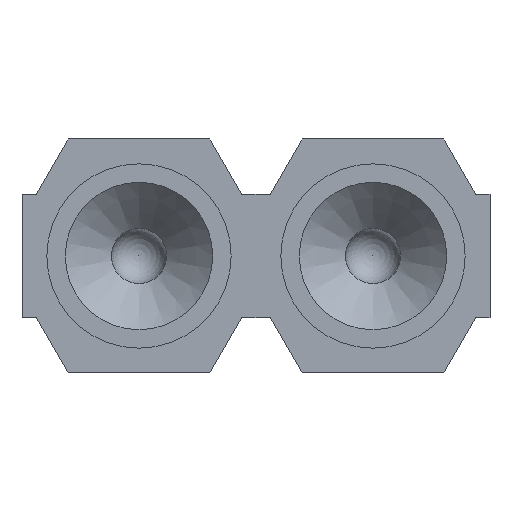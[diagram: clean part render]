
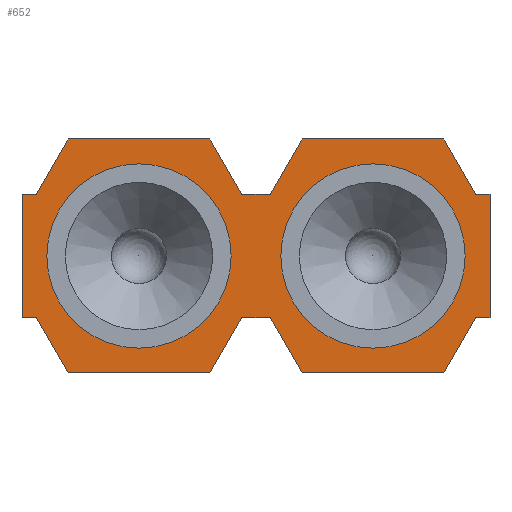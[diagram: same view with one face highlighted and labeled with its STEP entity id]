
A CAD part, front view. The second image highlights one B-rep face of the part: STEP entity #652.
In plain terms, the highlighted planar face has unit normal (0, -1, 0).
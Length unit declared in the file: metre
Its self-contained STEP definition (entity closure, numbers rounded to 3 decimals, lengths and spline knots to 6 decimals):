
#13=LINE('',#1010,#73);
#16=LINE('',#1017,#76);
#20=LINE('',#1026,#80);
#25=LINE('',#1037,#85);
#28=LINE('',#1044,#88);
#32=LINE('',#1053,#92);
#34=LINE('',#1061,#94);
#35=LINE('',#1063,#95);
#36=LINE('',#1065,#96);
#37=LINE('',#1067,#97);
#38=LINE('',#1068,#98);
#39=LINE('',#1070,#99);
#40=LINE('',#1071,#100);
#41=LINE('',#1073,#101);
#42=LINE('',#1074,#102);
#43=LINE('',#1076,#103);
#44=LINE('',#1078,#104);
#45=LINE('',#1079,#105);
#46=LINE('',#1081,#106);
#47=LINE('',#1082,#107);
#73=VECTOR('',#834,1.);
#76=VECTOR('',#839,1.);
#80=VECTOR('',#845,1.);
#85=VECTOR('',#852,1.);
#88=VECTOR('',#857,1.);
#92=VECTOR('',#863,1.);
#94=VECTOR('',#871,1.);
#95=VECTOR('',#872,1.);
#96=VECTOR('',#873,1.);
#97=VECTOR('',#874,1.);
#98=VECTOR('',#875,1.);
#99=VECTOR('',#876,1.);
#100=VECTOR('',#877,1.);
#101=VECTOR('',#878,1.);
#102=VECTOR('',#879,1.);
#103=VECTOR('',#880,1.);
#104=VECTOR('',#881,1.);
#105=VECTOR('',#882,1.);
#106=VECTOR('',#883,1.);
#107=VECTOR('',#884,1.);
#158=PLANE('',#737);
#237=ORIENTED_EDGE('',*,*,#385,.F.);
#238=ORIENTED_EDGE('',*,*,#386,.F.);
#239=ORIENTED_EDGE('',*,*,#387,.F.);
#240=ORIENTED_EDGE('',*,*,#376,.F.);
#241=ORIENTED_EDGE('',*,*,#388,.F.);
#242=ORIENTED_EDGE('',*,*,#389,.F.);
#243=ORIENTED_EDGE('',*,*,#390,.F.);
#244=ORIENTED_EDGE('',*,*,#371,.F.);
#245=ORIENTED_EDGE('',*,*,#391,.F.);
#246=ORIENTED_EDGE('',*,*,#392,.F.);
#247=ORIENTED_EDGE('',*,*,#379,.F.);
#248=ORIENTED_EDGE('',*,*,#393,.T.);
#249=ORIENTED_EDGE('',*,*,#394,.T.);
#250=ORIENTED_EDGE('',*,*,#364,.T.);
#251=ORIENTED_EDGE('',*,*,#395,.T.);
#252=ORIENTED_EDGE('',*,*,#396,.T.);
#253=ORIENTED_EDGE('',*,*,#397,.T.);
#254=ORIENTED_EDGE('',*,*,#367,.T.);
#255=ORIENTED_EDGE('',*,*,#398,.T.);
#256=ORIENTED_EDGE('',*,*,#399,.T.);
#257=ORIENTED_EDGE('',*,*,#383,.T.);
#258=ORIENTED_EDGE('',*,*,#400,.F.);
#364=EDGE_CURVE('',#442,#444,#13,.T.);
#367=EDGE_CURVE('',#448,#447,#16,.T.);
#371=EDGE_CURVE('',#451,#452,#20,.T.);
#376=EDGE_CURVE('',#456,#454,#25,.T.);
#379=EDGE_CURVE('',#459,#460,#28,.T.);
#383=EDGE_CURVE('',#464,#463,#32,.T.);
#385=EDGE_CURVE('',#465,#465,#501,.T.);
#386=EDGE_CURVE('',#466,#466,#502,.T.);
#387=EDGE_CURVE('',#454,#467,#34,.T.);
#388=EDGE_CURVE('',#468,#456,#35,.T.);
#389=EDGE_CURVE('',#469,#468,#36,.T.);
#390=EDGE_CURVE('',#452,#469,#37,.T.);
#391=EDGE_CURVE('',#470,#451,#38,.T.);
#392=EDGE_CURVE('',#460,#470,#39,.T.);
#393=EDGE_CURVE('',#459,#471,#40,.T.);
#394=EDGE_CURVE('',#471,#442,#41,.T.);
#395=EDGE_CURVE('',#444,#472,#42,.T.);
#396=EDGE_CURVE('',#472,#473,#43,.T.);
#397=EDGE_CURVE('',#473,#448,#44,.T.);
#398=EDGE_CURVE('',#447,#474,#45,.T.);
#399=EDGE_CURVE('',#474,#464,#46,.T.);
#400=EDGE_CURVE('',#467,#463,#47,.T.);
#442=VERTEX_POINT('',#1005);
#444=VERTEX_POINT('',#1009);
#447=VERTEX_POINT('',#1016);
#448=VERTEX_POINT('',#1018);
#451=VERTEX_POINT('',#1025);
#452=VERTEX_POINT('',#1027);
#454=VERTEX_POINT('',#1032);
#456=VERTEX_POINT('',#1036);
#459=VERTEX_POINT('',#1043);
#460=VERTEX_POINT('',#1045);
#463=VERTEX_POINT('',#1052);
#464=VERTEX_POINT('',#1054);
#465=VERTEX_POINT('',#1058);
#466=VERTEX_POINT('',#1060);
#467=VERTEX_POINT('',#1062);
#468=VERTEX_POINT('',#1064);
#469=VERTEX_POINT('',#1066);
#470=VERTEX_POINT('',#1069);
#471=VERTEX_POINT('',#1072);
#472=VERTEX_POINT('',#1075);
#473=VERTEX_POINT('',#1077);
#474=VERTEX_POINT('',#1080);
#501=CIRCLE('',#738,0.001);
#502=CIRCLE('',#739,0.001);
#539=EDGE_LOOP('',(#237));
#540=EDGE_LOOP('',(#238));
#541=EDGE_LOOP('',(#239,#240,#241,#242,#243,#244,#245,#246,#247,#248,#249,
#250,#251,#252,#253,#254,#255,#256,#257,#258));
#601=FACE_BOUND('',#539,.T.);
#602=FACE_BOUND('',#540,.T.);
#603=FACE_BOUND('',#541,.T.);
#652=ADVANCED_FACE('',(#601,#602,#603),#158,.T.);
#737=AXIS2_PLACEMENT_3D('',#1056,#865,#866);
#738=AXIS2_PLACEMENT_3D('',#1057,#867,#868);
#739=AXIS2_PLACEMENT_3D('',#1059,#869,#870);
#834=DIRECTION('',(1.,0.,0.));
#839=DIRECTION('',(1.,0.,0.));
#845=DIRECTION('',(1.,0.,0.));
#852=DIRECTION('',(1.,0.,0.));
#857=DIRECTION('',(0.,0.,1.));
#863=DIRECTION('',(0.,0.,1.));
#865=DIRECTION('',(0.,-1.,0.));
#866=DIRECTION('',(1.,0.,0.));
#867=DIRECTION('',(0.,-1.,0.));
#868=DIRECTION('',(0.,0.,-1.));
#869=DIRECTION('',(0.,-1.,0.));
#870=DIRECTION('',(0.,0.,-1.));
#871=DIRECTION('',(0.5,0.,-0.866));
#872=DIRECTION('',(0.5,0.,0.866));
#873=DIRECTION('',(1.,0.,0.));
#874=DIRECTION('',(0.5,0.,-0.866));
#875=DIRECTION('',(0.5,0.,0.866));
#876=DIRECTION('',(1.,0.,0.));
#877=DIRECTION('',(1.,0.,0.));
#878=DIRECTION('',(0.5,0.,-0.866));
#879=DIRECTION('',(0.5,0.,0.866));
#880=DIRECTION('',(1.,0.,0.));
#881=DIRECTION('',(0.5,0.,-0.866));
#882=DIRECTION('',(0.5,0.,0.866));
#883=DIRECTION('',(1.,0.,0.));
#884=DIRECTION('',(1.,0.,0.));
#1005=CARTESIAN_POINT('',(-0.00204,-0.0015,-0.00127));
#1009=CARTESIAN_POINT('',(-0.0005,-0.0015,-0.00127));
#1010=CARTESIAN_POINT('',(0.,-0.0015,-0.00127));
#1016=CARTESIAN_POINT('',(0.00204,-0.0015,-0.00127));
#1017=CARTESIAN_POINT('',(0.,-0.0015,-0.00127));
#1018=CARTESIAN_POINT('',(0.0005,-0.0015,-0.00127));
#1025=CARTESIAN_POINT('',(-0.00204,-0.0015,0.00127));
#1026=CARTESIAN_POINT('',(0.,-0.0015,0.00127));
#1027=CARTESIAN_POINT('',(-0.0005,-0.0015,0.00127));
#1032=CARTESIAN_POINT('',(0.00204,-0.0015,0.00127));
#1036=CARTESIAN_POINT('',(0.0005,-0.0015,0.00127));
#1037=CARTESIAN_POINT('',(0.,-0.0015,0.00127));
#1043=CARTESIAN_POINT('',(-0.00254,-0.0015,-0.00067));
#1044=CARTESIAN_POINT('',(-0.00254,-0.0015,0.));
#1045=CARTESIAN_POINT('',(-0.00254,-0.0015,0.00067));
#1052=CARTESIAN_POINT('',(0.00254,-0.0015,0.00067));
#1053=CARTESIAN_POINT('',(0.00254,-0.0015,0.));
#1054=CARTESIAN_POINT('',(0.00254,-0.0015,-0.00067));
#1056=CARTESIAN_POINT('',(0.,-0.0015,0.));
#1057=CARTESIAN_POINT('',(-0.00127,-0.0015,0.));
#1058=CARTESIAN_POINT('',(-0.00127,-0.0015,-0.001));
#1059=CARTESIAN_POINT('',(0.00127,-0.0015,0.));
#1060=CARTESIAN_POINT('',(0.00127,-0.0015,-0.001));
#1061=CARTESIAN_POINT('',(0.002213,-0.0015,0.00097));
#1062=CARTESIAN_POINT('',(0.002386,-0.0015,0.00067));
#1063=CARTESIAN_POINT('',(0.000327,-0.0015,0.00097));
#1064=CARTESIAN_POINT('',(0.000154,-0.0015,0.00067));
#1065=CARTESIAN_POINT('',(0.,-0.0015,0.00067));
#1066=CARTESIAN_POINT('',(-0.000154,-0.0015,0.00067));
#1067=CARTESIAN_POINT('',(-0.000327,-0.0015,0.00097));
#1068=CARTESIAN_POINT('',(-0.002213,-0.0015,0.00097));
#1069=CARTESIAN_POINT('',(-0.002386,-0.0015,0.00067));
#1070=CARTESIAN_POINT('',(-0.00254,-0.0015,0.00067));
#1071=CARTESIAN_POINT('',(-0.00254,-0.0015,-0.00067));
#1072=CARTESIAN_POINT('',(-0.002386,-0.0015,-0.00067));
#1073=CARTESIAN_POINT('',(-0.002213,-0.0015,-0.00097));
#1074=CARTESIAN_POINT('',(-0.000327,-0.0015,-0.00097));
#1075=CARTESIAN_POINT('',(-0.000154,-0.0015,-0.00067));
#1076=CARTESIAN_POINT('',(0.,-0.0015,-0.00067));
#1077=CARTESIAN_POINT('',(0.000154,-0.0015,-0.00067));
#1078=CARTESIAN_POINT('',(0.000327,-0.0015,-0.00097));
#1079=CARTESIAN_POINT('',(0.002213,-0.0015,-0.00097));
#1080=CARTESIAN_POINT('',(0.002386,-0.0015,-0.00067));
#1081=CARTESIAN_POINT('',(0.00254,-0.0015,-0.00067));
#1082=CARTESIAN_POINT('',(0.00254,-0.0015,0.00067));
